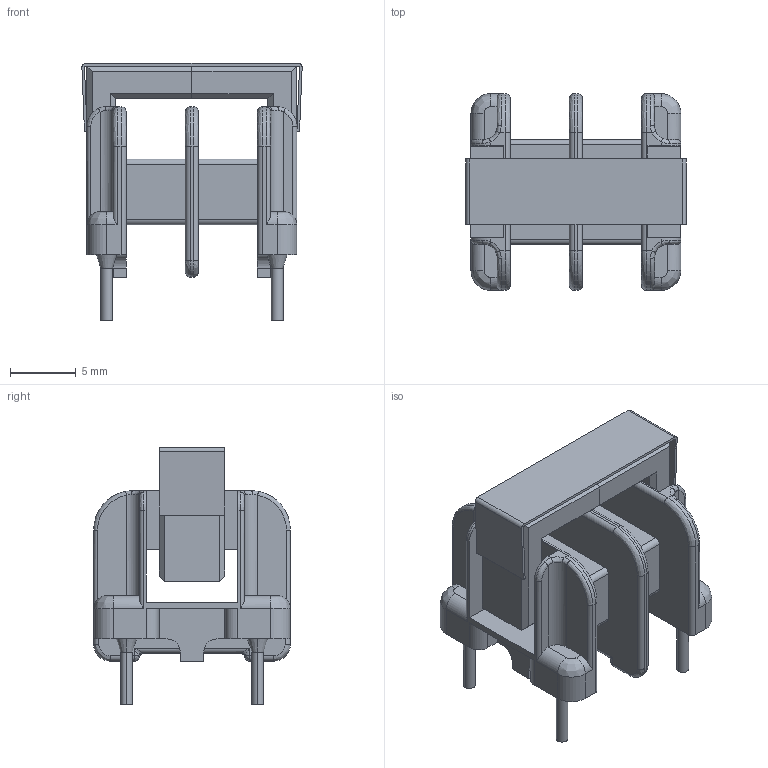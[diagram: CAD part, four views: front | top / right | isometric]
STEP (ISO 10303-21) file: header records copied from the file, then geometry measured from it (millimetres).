
FILE_DESCRIPTION (( 'STEP AP214' ), '1' );
FILE_NAME ('User Library-PLA10.STEP', '2016-03-13T13:27:00', ( 'Windows User' ), ( '' ), 'SwSTEP 2.0', 'SolidWorks 2016', '' );
FILE_SCHEMA (( 'AUTOMOTIVE_DESIGN' ));
Length unit declared in the file: millimetre
Products named in the file (5): User Library-PLA10_PLA10_BODY_1; User Library-PLA10_栴鍕趌1; User Library-PLA10_Ferrit_1; User Library-PLA10_Pins_1; User Library-PLA10
Assembly tree (8 placements, depth 2):
  User Library-PLA10
    User Library-PLA10_Pins_1  x4
    User Library-PLA10_Ferrit_1  x2
    User Library-PLA10_栴鍕趌1
    User Library-PLA10_PLA10_BODY_1
Bounding box: 16.79 x 15 x 19.6 mm (x, y, z)
Volume: 1191.5 mm3; surface area: 2672.2 mm2
Topology: 8 solids, 8 shells, 277 faces, 677 edges, 410 vertices
Faces by surface type: plane 124, cylinder 97, bspline 48, cone 8
Entity records: 10911 total; most frequent: CARTESIAN_POINT 2744, ORIENTED_EDGE 1174, DIRECTION 1059, EDGE_CURVE 587, AXIS2_PLACEMENT_3D 364, VERTEX_POINT 360, VECTOR 331, LINE 331
